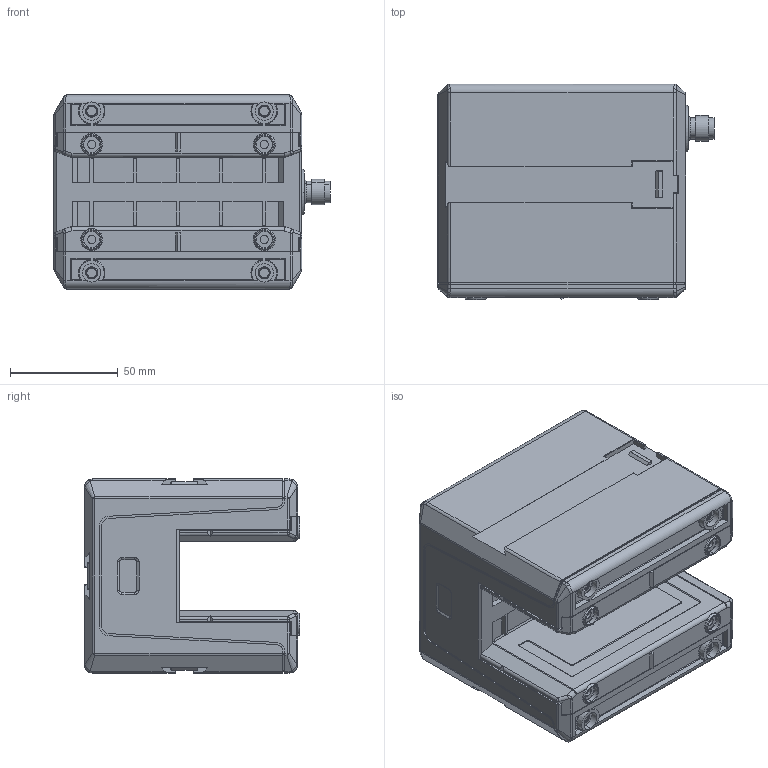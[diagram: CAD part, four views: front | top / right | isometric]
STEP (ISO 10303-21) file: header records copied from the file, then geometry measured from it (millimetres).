
FILE_DESCRIPTION((''),'2;1');
FILE_NAME('DM_CAD-0928B_SW0001','2015-06-25T',('Creinig-se'),(''),'PRO/ENGINEER BY PARAMETRIC TECHNOLOGY CORPORATION, 2013050','PRO/ENGINEER BY PARAMETRIC TECHNOLOGY CORPORATION, 2013050','');
FILE_SCHEMA(('CONFIG_CONTROL_DESIGN'));
Length unit declared in the file: millimetre
Products named in the file (1): DM_CAD-0928B_SW0001
Bounding box: 128 x 100 x 90 mm (x, y, z)
Volume: 776520.3 mm3; surface area: 87523.4 mm2
Topology: 1 solids, 1 shells, 1272 faces, 3359 edges, 2094 vertices
Faces by surface type: plane 697, cylinder 301, bspline 84, cone 84, torus 54, sphere 52
Entity records: 52801 total; most frequent: CARTESIAN_POINT 13232, ORIENTED_EDGE 6630, DIRECTION 5988, EDGE_CURVE 3315, VECTOR 2234, LINE 2234, VERTEX_POINT 2094, AXIS2_PLACEMENT_3D 1877
